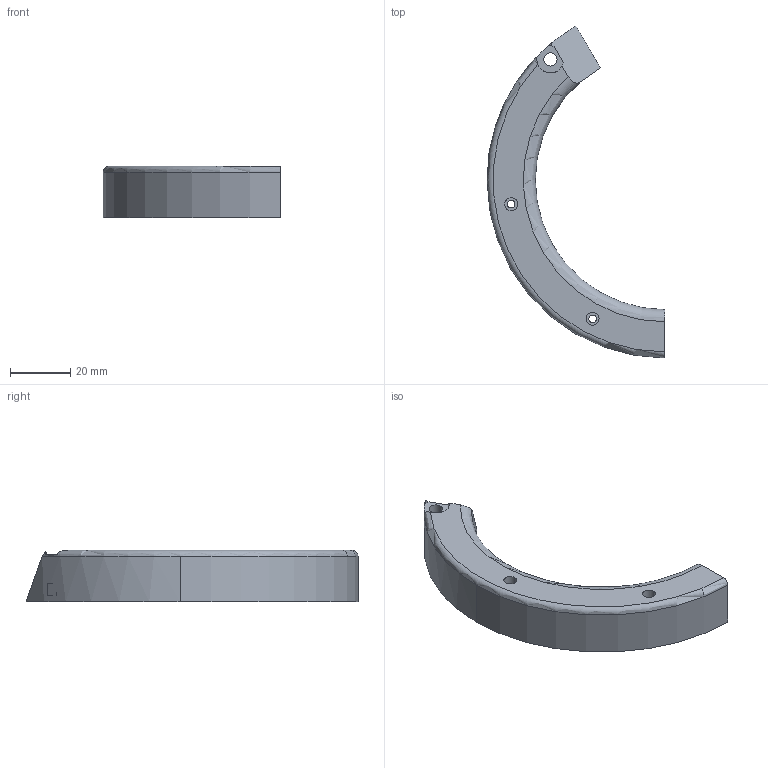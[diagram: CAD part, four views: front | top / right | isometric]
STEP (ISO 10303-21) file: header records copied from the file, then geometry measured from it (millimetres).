
FILE_DESCRIPTION (( 'STEP AP214' ), '1' );
FILE_NAME ('wristBandSide.STEP', '2026-01-01T23:18:25', ( '' ), ( '' ), 'SwSTEP 2.0', 'SolidWorks 2026', '' );
FILE_SCHEMA (( 'AUTOMOTIVE_DESIGN' ));
Length unit declared in the file: millimetre
Products named in the file (1): wristBandSide
Bounding box: 59 x 110.1 x 17 mm (x, y, z)
Volume: 33175 mm3; surface area: 9636.7 mm2
Topology: 1 solids, 1 shells, 34 faces, 87 edges, 58 vertices
Faces by surface type: cylinder 18, plane 14, torus 2
Entity records: 1126 total; most frequent: CARTESIAN_POINT 234, DIRECTION 191, ORIENTED_EDGE 174, EDGE_CURVE 87, AXIS2_PLACEMENT_3D 77, VERTEX_POINT 58, EDGE_LOOP 45, CIRCLE 42
